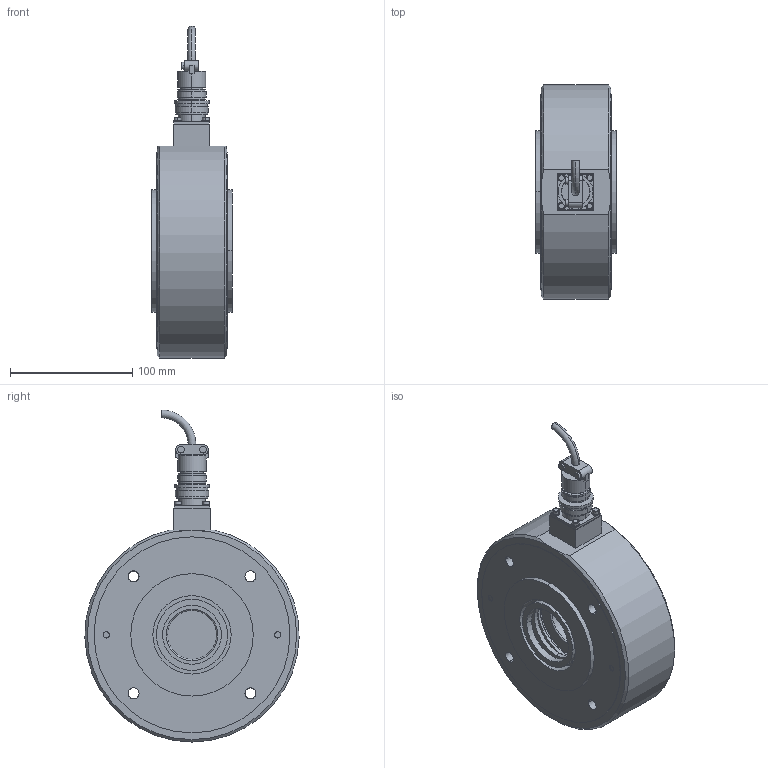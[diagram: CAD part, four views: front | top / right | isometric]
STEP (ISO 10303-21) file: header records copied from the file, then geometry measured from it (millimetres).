
FILE_DESCRIPTION((''),'2;1');
FILE_NAME('50049.stp','2007-01-12T14:53:18',(''),(''),'Mechanical Desktop 2007','Mechanical Desktop 2007',', , ');
FILE_SCHEMA(('CONFIG_CONTROL_DESIGN'));
Length unit declared in the file: millimetre
Products named in the file (27): L50049; L4857104; ~TEIL1; L49015; ~TEIL1A; L49026; TEIL1AA; L4340401; TEIL1AAA; L49113; TEIL1; I-6KT_SCHRAUBE_M6X50NK; I-6KT_SCHRAUBE_M6X50NKA; FLANSCHDOSE_14S-2P_4-POLIG; FLANSCHDOSE_14S-2P_4-POLIGA; FEDERRING_M3; FEDERRING_M3A; I-6KT_SCHRAUBE_M3X25; I-6KT_SCHRAUBE_M3X25A; V_RING_V50AA; V_RING_V50A; SICHERUNGSRING_J80A; SICHERUNGSRING_J80; PENDELKUGELLAGER_1208TV; PENDELKUGELLAGER_1208TVA; TEIL1A; RM_SDB
Assembly tree (37 placements, depth 3):
  L50049
    L4857104
      ~TEIL1
    L49015
      ~TEIL1A
    L49026
      TEIL1AA
    L4340401  x2
      TEIL1AAA
    L49113
      TEIL1
    I-6KT_SCHRAUBE_M6X50NK  x2
      I-6KT_SCHRAUBE_M6X50NKA
    FLANSCHDOSE_14S-2P_4-POLIG
      FLANSCHDOSE_14S-2P_4-POLIGA
    FEDERRING_M3  x4
      FEDERRING_M3A
    I-6KT_SCHRAUBE_M3X25  x4
      I-6KT_SCHRAUBE_M3X25A
    V_RING_V50AA
      V_RING_V50A
    SICHERUNGSRING_J80A
      SICHERUNGSRING_J80
    PENDELKUGELLAGER_1208TV
      PENDELKUGELLAGER_1208TVA
    TEIL1A  x2
    RM_SDB  x3
Bounding box: 65.9 x 174.96 x 271.15 mm (x, y, z)
Volume: 1268893.6 mm3; surface area: 274361.2 mm2
Topology: 22 solids, 22 shells, 391 faces, 906 edges, 594 vertices
Faces by surface type: cylinder 235, plane 104, cone 28, torus 22, bspline 2
Entity records: 9721 total; most frequent: DIRECTION 1822, CARTESIAN_POINT 1679, ORIENTED_EDGE 1408, AXIS2_PLACEMENT_3D 783, EDGE_CURVE 704, VERTEX_POINT 466, CIRCLE 444, EDGE_LOOP 424
